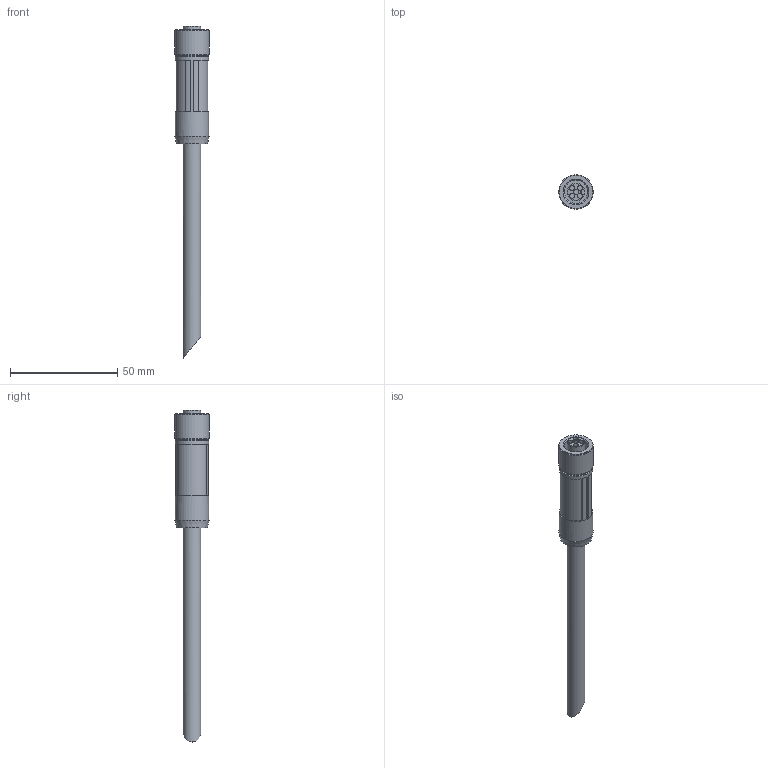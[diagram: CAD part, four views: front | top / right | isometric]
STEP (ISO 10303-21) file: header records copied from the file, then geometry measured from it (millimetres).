
FILE_DESCRIPTION(/* description */ ('STEP AP214'),/* implementation_level */ '2;1');
FILE_NAME(/* name */ '8080791_NEBL-T12G4-E-5-N-LE4',/* time_stamp */ '2024-09-12T18:18:02+02:00',/* author */ ('License CC BY-ND 4.0'),/* organization */ ('CADENAS'),/* preprocessor_version */ 'ST-DEVELOPER v19.3',/* originating_system */ 'PARTsolutions',/* authorisation */ ' ');
FILE_SCHEMA (('AUTOMOTIVE_DESIGN {1 0 10303 214 3 1 1}'));
Length unit declared in the file: millimetre
Products named in the file (2): 8080791 NEBL-T12G4-E-5-N-LE4---(high); 8080791 NEBL-T12G4-E-5-N-LE4---(mechanical hight12)
Assembly tree (1 placements, depth 2):
  8080791 NEBL-T12G4-E-5-N-LE4---(high)
    8080791 NEBL-T12G4-E-5-N-LE4---(mechanical hight12)
Bounding box: 16 x 16 x 155 mm (x, y, z)
Volume: 14839.6 mm3; surface area: 6237.7 mm2
Topology: 1 solids, 1 shells, 60 faces, 130 edges, 86 vertices
Faces by surface type: plane 35, cylinder 22, cone 2, torus 1
Full cylindrical faces by diameter (mm): 2.35 x4, 8.2 x1, 8.4 x1, 10.917 x1, 14.5 x1, 15.6 x3, 16 x1
Entity records: 2017 total; most frequent: DIRECTION 288, CARTESIAN_POINT 258, ORIENTED_EDGE 224, AXIS2_PLACEMENT_3D 114, EDGE_CURVE 112, EDGE_LOOP 90, FACE_BOUND 90, VERTEX_POINT 84
